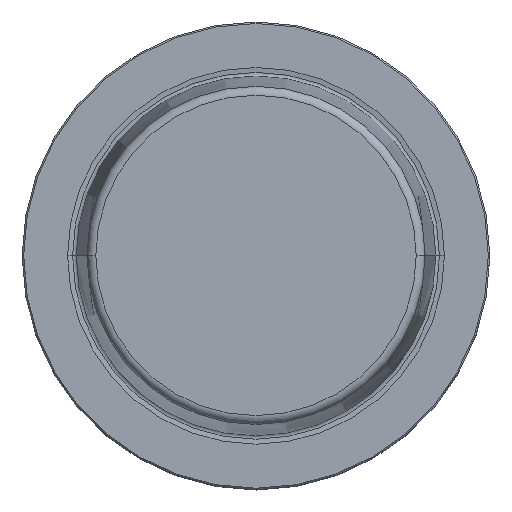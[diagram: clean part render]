
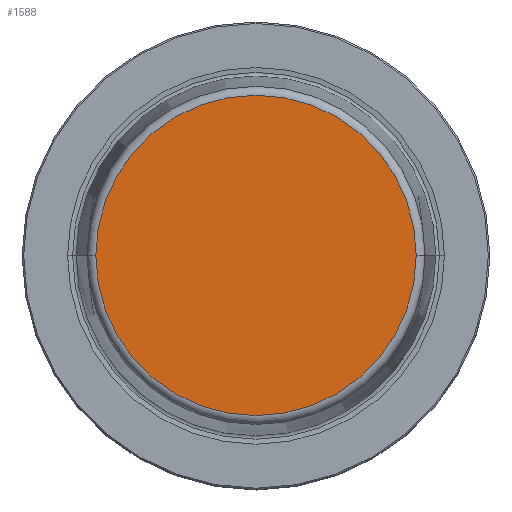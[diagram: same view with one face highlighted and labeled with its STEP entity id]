
A CAD part, top view. The second image highlights one B-rep face of the part: STEP entity #1588.
In plain terms, the highlighted planar face has unit normal (0, 0, 1).
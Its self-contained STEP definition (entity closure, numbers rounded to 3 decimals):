
#813=CARTESIAN_POINT('',(0.,0.,31.9));
#814=DIRECTION('',(0.,0.,1.));
#815=DIRECTION('',(1.,0.,0.));
#816=AXIS2_PLACEMENT_3D('',#813,#814,#815);
#821=CARTESIAN_POINT('',(0.,0.,31.9));
#822=DIRECTION('',(0.,0.,-1.));
#823=DIRECTION('',(1.,0.,0.));
#824=AXIS2_PLACEMENT_3D('',#821,#822,#823);
#1157=CARTESIAN_POINT('',(21.581,0.,31.9));
#1158=VERTEX_POINT('',#1157);
#1173=CARTESIAN_POINT('',(-21.581,0.,31.9));
#1174=VERTEX_POINT('',#1173);
#1579=CARTESIAN_POINT('',(0.,0.,31.9));
#1580=DIRECTION('',(0.,0.,-1.));
#1581=DIRECTION('',(-1.,0.,0.));
#1582=AXIS2_PLACEMENT_3D('',#1579,#1580,#1581);
#1583=PLANE('',#1582);
#1584=ORIENTED_EDGE('',*,*,#1572,.F.);
#1585=ORIENTED_EDGE('',*,*,#1561,.T.);
#1586=EDGE_LOOP('',(#1584,#1585));
#1587=FACE_OUTER_BOUND('',#1586,.F.);
#1588=ADVANCED_FACE('',(#1587),#1583,.F.);
#817=CIRCLE('',#816,21.581);
#825=CIRCLE('',#824,21.581);
#1561=EDGE_CURVE('',#1158,#1174,#825,.T.);
#1572=EDGE_CURVE('',#1158,#1174,#817,.T.);
